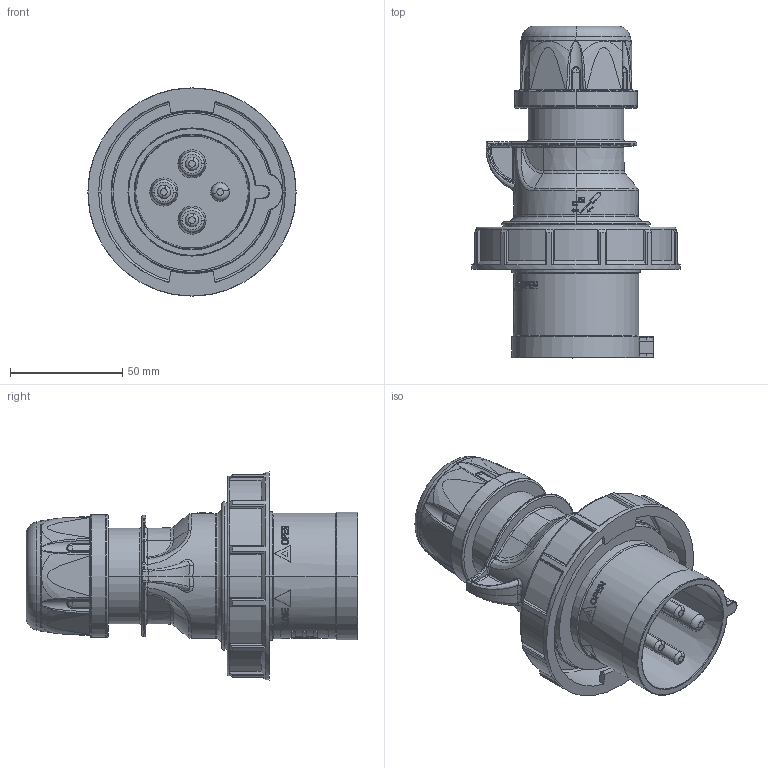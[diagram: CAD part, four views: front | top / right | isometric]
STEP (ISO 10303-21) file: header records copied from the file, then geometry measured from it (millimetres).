
FILE_DESCRIPTION (( 'STEP AP203' ), '1' );
FILE_NAME ('0242-6.STEP', '2017-11-23T12:33:13', ( '' ), ( '' ), 'SwSTEP 2.0', 'SolidWorks 2016', '' );
FILE_SCHEMA (( 'CONFIG_CONTROL_DESIGN' ));
Length unit declared in the file: millimetre
Products named in the file (1): 0242-6
Bounding box: 92.5 x 147.5 x 92.5 mm (x, y, z)
Volume: 277557.5 mm3; surface area: 63736.1 mm2
Topology: 1 solids, 1 shells, 908 faces, 2232 edges, 1361 vertices
Faces by surface type: plane 255, bspline 244, cylinder 191, torus 125, cone 79, sphere 14
Entity records: 37862 total; most frequent: CARTESIAN_POINT 18393, ORIENTED_EDGE 4444, DIRECTION 3595, EDGE_CURVE 2222, AXIS2_PLACEMENT_3D 1484, VERTEX_POINT 1360, EDGE_LOOP 952, FACE_OUTER_BOUND 908
